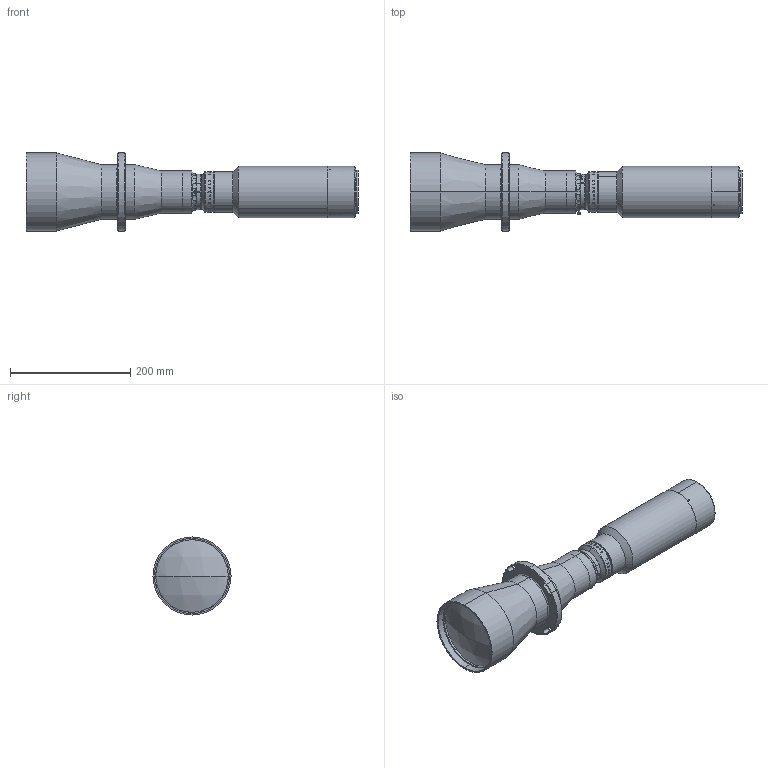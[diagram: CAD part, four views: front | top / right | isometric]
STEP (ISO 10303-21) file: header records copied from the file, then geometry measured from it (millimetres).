
FILE_DESCRIPTION (( 'STEP AP203' ), '1' );
FILE_NAME ('XF-PTL11062-M72-11.48-VI.STEP', '2019-06-13T07:20:39', ( 'canrill005' ), ( '' ), 'SwSTEP 2.0', 'SolidWorks 2014', '' );
FILE_SCHEMA (( 'CONFIG_CONTROL_DESIGN' ));
Length unit declared in the file: millimetre
Products named in the file (2): XF-PTL11062-M72-11.48-VI
Bounding box: 553.04 x 130 x 130 mm (x, y, z)
Surface area: 222009.6 mm2 (no closed solid volume)
Topology: 0 solids, 74 shells, 279 faces, 1891 edges, 1665 vertices
Faces by surface type: cylinder 184, plane 52, cone 38, sphere 2, torus 2, bspline 1
Entity records: 30792 total; most frequent: CARTESIAN_POINT 17413, DIRECTION 2533, ORIENTED_EDGE 2335, EDGE_CURVE 1891, VERTEX_POINT 1665, AXIS2_PLACEMENT_3D 991, CIRCLE 711, B_SPLINE_CURVE_WITH_KNOTS 629
